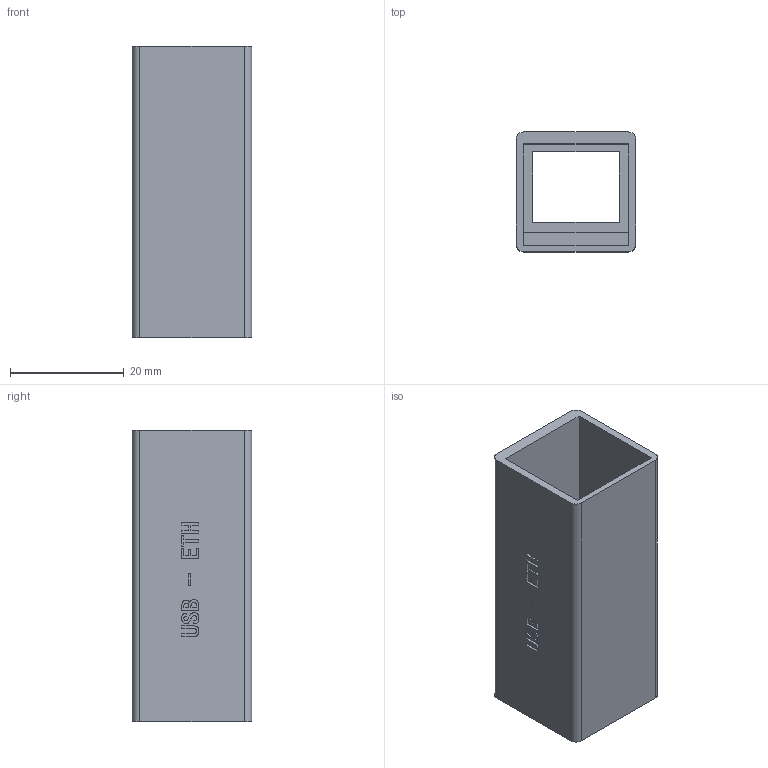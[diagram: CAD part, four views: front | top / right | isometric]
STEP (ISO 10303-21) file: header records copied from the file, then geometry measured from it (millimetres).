
FILE_DESCRIPTION (( 'STEP AP203' ), '1' );
FILE_NAME ('usb-eth-shell.STEP', '2025-09-05T11:12:18', ( '' ), ( '' ), 'SwSTEP 2.0', 'SolidWorks 2019', '' );
FILE_SCHEMA (( 'CONFIG_CONTROL_DESIGN' ));
Length unit declared in the file: millimetre
Products named in the file (1): usb-eth-shell
Bounding box: 21 x 21 x 51.15 mm (x, y, z)
Volume: 5926.5 mm3; surface area: 8410.7 mm2
Topology: 1 solids, 1 shells, 114 faces, 303 edges, 202 vertices
Faces by surface type: plane 82, bspline 24, cylinder 8
Entity records: 4912 total; most frequent: CARTESIAN_POINT 2132, ORIENTED_EDGE 606, DIRECTION 453, EDGE_CURVE 303, LINE 239, VECTOR 239, VERTEX_POINT 202, EDGE_LOOP 129
